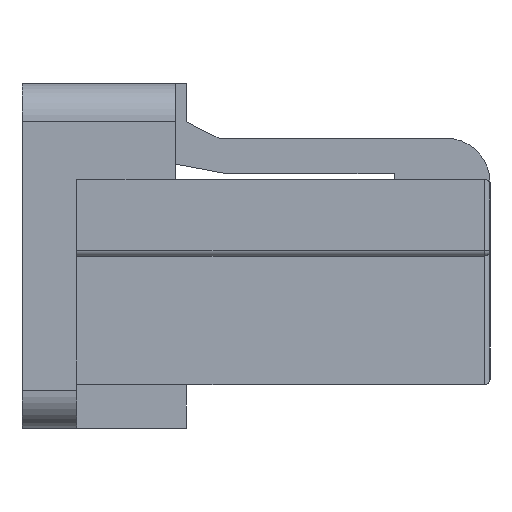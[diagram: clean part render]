
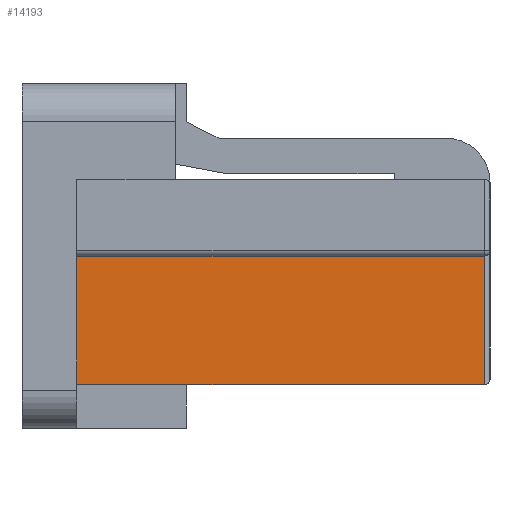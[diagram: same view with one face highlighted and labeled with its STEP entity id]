
A CAD part, left-side view. The second image highlights one B-rep face of the part: STEP entity #14193.
In plain terms, the highlighted planar face has unit normal (-1, 0, 0).
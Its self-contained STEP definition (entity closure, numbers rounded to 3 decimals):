
#1555=DIRECTION('',(0.,0.,1.));
#1556=VECTOR('',#1555,2.35);
#1557=CARTESIAN_POINT('',(-8.38,7.55,-2.35));
#1558=LINE('',#1557,#1556);
#4917=CARTESIAN_POINT('',(-8.38,0.1,-2.35));
#4927=DIRECTION('',(0.,0.,-1.));
#4928=VECTOR('',#4927,2.35);
#4929=CARTESIAN_POINT('',(-8.38,0.1,0.));
#4930=LINE('',#4929,#4928);
#4931=DIRECTION('',(0.,1.,0.));
#4932=VECTOR('',#4931,7.45);
#4933=CARTESIAN_POINT('',(-8.38,0.1,-2.35));
#4934=LINE('',#4933,#4932);
#4939=DIRECTION('',(0.,1.,0.));
#4940=VECTOR('',#4939,7.45);
#4941=CARTESIAN_POINT('',(-8.38,0.1,0.));
#4942=LINE('',#4941,#4940);
#5762=CARTESIAN_POINT('',(-8.38,7.55,-2.35));
#5763=CARTESIAN_POINT('',(-8.38,7.55,0.));
#5764=VERTEX_POINT('',#5762);
#5765=VERTEX_POINT('',#5763);
#6369=CARTESIAN_POINT('',(-8.38,0.1,0.));
#6371=VERTEX_POINT('',#6369);
#6382=VERTEX_POINT('',#4917);
#14181=CARTESIAN_POINT('',(-8.38,0.,-2.35));
#14182=DIRECTION('',(1.,0.,0.));
#14183=DIRECTION('',(0.,0.,1.));
#14184=AXIS2_PLACEMENT_3D('',#14181,#14182,#14183);
#14185=PLANE('',#14184);
#14187=ORIENTED_EDGE('',*,*,#14186,.F.);
#14188=ORIENTED_EDGE('',*,*,#14173,.T.);
#14189=ORIENTED_EDGE('',*,*,#8511,.T.);
#14190=ORIENTED_EDGE('',*,*,#9139,.T.);
#14191=EDGE_LOOP('',(#14187,#14188,#14189,#14190));
#14192=FACE_OUTER_BOUND('',#14191,.F.);
#8511=EDGE_CURVE('',#6382,#5764,#4934,.T.);
#9139=EDGE_CURVE('',#5764,#5765,#1558,.T.);
#14173=EDGE_CURVE('',#6371,#6382,#4930,.T.);
#14186=EDGE_CURVE('',#6371,#5765,#4942,.T.);
#14193=ADVANCED_FACE('',(#14192),#14185,.F.);
